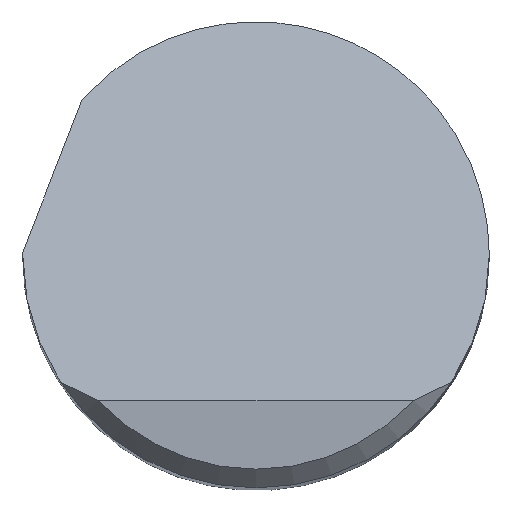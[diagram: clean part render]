
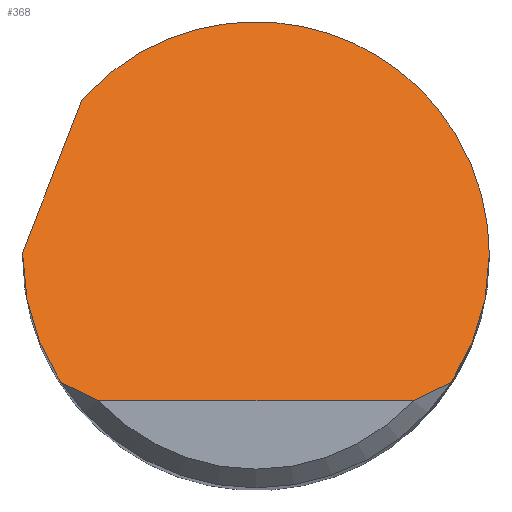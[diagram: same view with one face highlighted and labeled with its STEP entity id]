
A CAD part, top view. The second image highlights one B-rep face of the part: STEP entity #368.
In plain terms, the highlighted planar face has unit normal (0, 0.707, 0.707).
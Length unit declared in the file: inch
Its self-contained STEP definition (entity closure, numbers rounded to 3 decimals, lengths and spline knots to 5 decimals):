
#2 = DIRECTION ( 'NONE',  ( 0.265, 0.682, -0.682 ) ) ;
#10 = CARTESIAN_POINT ( 'NONE',  ( -0.157, -0.1025, 1.985 ) ) ;
#12 = AXIS2_PLACEMENT_3D ( 'NONE', #364, #311, #377 ) ;
#15 = CARTESIAN_POINT ( 'NONE',  ( -0.1875, 0., 1.8825 ) ) ;
#21 = CARTESIAN_POINT ( 'NONE',  ( -0.12629, -0.1175, 2. ) ) ;
#33 = ORIENTED_EDGE ( 'NONE', *, *, #90, .F. ) ;
#34 = CARTESIAN_POINT ( 'NONE',  ( -0.1875, 0.00067, 1.88183 ) ) ;
#41 =( BOUNDED_CURVE ( )  B_SPLINE_CURVE ( 3, ( #281, #34, #682, #743 ),
 .UNSPECIFIED., .F., .F. ) 
 B_SPLINE_CURVE_WITH_KNOTS ( ( 4, 4 ),
 ( 4.71239, 4.72306 ),
 .UNSPECIFIED. ) 
 CURVE ( )  GEOMETRIC_REPRESENTATION_ITEM ( )  RATIONAL_B_SPLINE_CURVE ( ( 1., 1., 1., 1. ) ) 
 REPRESENTATION_ITEM ( '' )  );
#47 = CARTESIAN_POINT ( 'NONE',  ( 0.157, -0.1025, 1.985 ) ) ;
#50 = CARTESIAN_POINT ( 'NONE',  ( -0.157, -0.1025, 1.985 ) ) ;
#51 = EDGE_CURVE ( 'NONE', #391, #568, #474, .T. ) ;
#62 = CARTESIAN_POINT ( 'NONE',  ( 0.1875, -0.03666, 1.91916 ) ) ;
#85 = ORIENTED_EDGE ( 'NONE', *, *, #652, .F. ) ;
#90 = EDGE_CURVE ( 'NONE', #622, #686, #381, .T. ) ;
#94 =( BOUNDED_CURVE ( )  B_SPLINE_CURVE ( 3, ( #50, #414, #754, #233 ),
 .UNSPECIFIED., .F., .T. ) 
 B_SPLINE_CURVE_WITH_KNOTS ( ( 4, 4 ),
 ( 4.13401, 4.71239 ),
 .UNSPECIFIED. ) 
 CURVE ( )  GEOMETRIC_REPRESENTATION_ITEM ( )  RATIONAL_B_SPLINE_CURVE ( ( 1., 0.972, 0.972, 1. ) ) 
 REPRESENTATION_ITEM ( '' )  );
#108 = VERTEX_POINT ( 'NONE', #424 ) ;
#118 = ORIENTED_EDGE ( 'NONE', *, *, #245, .T. ) ;
#127 = CARTESIAN_POINT ( 'NONE',  ( 0.157, -0.1025, 1.985 ) ) ;
#165 = DIRECTION ( 'NONE',  ( 1., 0., 0. ) ) ;
#181 = EDGE_CURVE ( 'NONE', #568, #622, #225, .T. ) ;
#198 = CARTESIAN_POINT ( 'NONE',  ( -0.18749, 0.002, 1.8805 ) ) ;
#203 = CARTESIAN_POINT ( 'NONE',  ( 0.12629, -0.1175, 2. ) ) ;
#216 = CARTESIAN_POINT ( 'NONE',  ( -0.00341, 0.27733, 1.60517 ) ) ;
#225 =( BOUNDED_CURVE ( )  B_SPLINE_CURVE ( 3, ( #755, #216, #523, #230 ),
 .UNSPECIFIED., .F., .T. ) 
 B_SPLINE_CURVE_WITH_KNOTS ( ( 4, 4 ),
 ( 5.44247, 7.85398 ),
 .UNSPECIFIED. ) 
 CURVE ( )  GEOMETRIC_REPRESENTATION_ITEM ( )  RATIONAL_B_SPLINE_CURVE ( ( 1., 0.571, 0.571, 1. ) ) 
 REPRESENTATION_ITEM ( '' )  );
#230 = CARTESIAN_POINT ( 'NONE',  ( 0.1875, 0., 1.8825 ) ) ;
#233 = CARTESIAN_POINT ( 'NONE',  ( -0.1875, 0., 1.8825 ) ) ;
#245 = EDGE_CURVE ( 'NONE', #425, #443, #460, .T. ) ;
#248 = CARTESIAN_POINT ( 'NONE',  ( -0.12629, -0.1175, 2. ) ) ;
#254 = CARTESIAN_POINT ( 'NONE',  ( 0.14711, -0.10785, 1.99035 ) ) ;
#281 = CARTESIAN_POINT ( 'NONE',  ( -0.1875, 0., 1.8825 ) ) ;
#287 = CARTESIAN_POINT ( 'NONE',  ( 0.17704, -0.0718, 1.9543 ) ) ;
#291 = CARTESIAN_POINT ( 'NONE',  ( -0.23064, -0.10912, 1.99162 ) ) ;
#304 = EDGE_LOOP ( 'NONE', ( #118, #370, #33, #730, #719, #472, #85, #318 ) ) ;
#311 = DIRECTION ( 'NONE',  ( 0., -0.707, -0.707 ) ) ;
#318 = ORIENTED_EDGE ( 'NONE', *, *, #380, .T. ) ;
#353 = CARTESIAN_POINT ( 'NONE',  ( 0.1875, 0., 1.8825 ) ) ;
#364 = CARTESIAN_POINT ( 'NONE',  ( -0.1875, -0.1175, 2. ) ) ;
#367 = PLANE ( 'NONE',  #12 ) ;
#368 = ADVANCED_FACE ( 'NONE', ( #426 ), #367, .F. ) ;
#370 = ORIENTED_EDGE ( 'NONE', *, *, #427, .T. ) ;
#377 = DIRECTION ( 'NONE',  ( 0., 0.707, -0.707 ) ) ;
#380 = EDGE_CURVE ( 'NONE', #108, #425, #598, .T. ) ;
#381 =( BOUNDED_CURVE ( )  B_SPLINE_CURVE ( 3, ( #353, #62, #287, #127 ),
 .UNSPECIFIED., .F., .T. ) 
 B_SPLINE_CURVE_WITH_KNOTS ( ( 4, 4 ),
 ( 1.5708, 2.14917 ),
 .UNSPECIFIED. ) 
 CURVE ( )  GEOMETRIC_REPRESENTATION_ITEM ( )  RATIONAL_B_SPLINE_CURVE ( ( 1., 0.972, 0.972, 1. ) ) 
 REPRESENTATION_ITEM ( '' )  );
#391 = VERTEX_POINT ( 'NONE', #198 ) ;
#409 = VECTOR ( 'NONE', #2, 39.37008 ) ;
#414 = CARTESIAN_POINT ( 'NONE',  ( -0.17704, -0.0718, 1.9543 ) ) ;
#421 = CARTESIAN_POINT ( 'NONE',  ( 0.12629, -0.1175, 2. ) ) ;
#424 = CARTESIAN_POINT ( 'NONE',  ( -0.157, -0.1025, 1.985 ) ) ;
#425 = VERTEX_POINT ( 'NONE', #248 ) ;
#426 = FACE_OUTER_BOUND ( 'NONE', #304, .T. ) ;
#427 = EDGE_CURVE ( 'NONE', #443, #686, #442, .T. ) ;
#434 = CARTESIAN_POINT ( 'NONE',  ( -0.1369, -0.11288, 1.99538 ) ) ;
#441 = CARTESIAN_POINT ( 'NONE',  ( -0.13971, 0.12505, 1.75745 ) ) ;
#442 = B_SPLINE_CURVE_WITH_KNOTS ( 'NONE', 3,
 ( #421, #484, #254, #668 ),
 .UNSPECIFIED., .F., .F.,
 ( 4, 4 ),
 ( 0., 0.00095 ),
 .UNSPECIFIED. ) ;
#443 = VERTEX_POINT ( 'NONE', #203 ) ;
#460 = LINE ( 'NONE', #688, #619 ) ;
#472 = ORIENTED_EDGE ( 'NONE', *, *, #546, .F. ) ;
#474 = LINE ( 'NONE', #291, #409 ) ;
#484 = CARTESIAN_POINT ( 'NONE',  ( 0.1369, -0.11288, 1.99538 ) ) ;
#523 = CARTESIAN_POINT ( 'NONE',  ( 0.1875, 0.20437, 1.67813 ) ) ;
#546 = EDGE_CURVE ( 'NONE', #745, #391, #41, .T. ) ;
#568 = VERTEX_POINT ( 'NONE', #441 ) ;
#594 = CARTESIAN_POINT ( 'NONE',  ( 0.1875, 0., 1.8825 ) ) ;
#598 = B_SPLINE_CURVE_WITH_KNOTS ( 'NONE', 3,
 ( #10, #723, #434, #21 ),
 .UNSPECIFIED., .F., .F.,
 ( 4, 4 ),
 ( 0., 0.00095 ),
 .UNSPECIFIED. ) ;
#619 = VECTOR ( 'NONE', #165, 39.37008 ) ;
#622 = VERTEX_POINT ( 'NONE', #594 ) ;
#652 = EDGE_CURVE ( 'NONE', #108, #745, #94, .T. ) ;
#668 = CARTESIAN_POINT ( 'NONE',  ( 0.157, -0.1025, 1.985 ) ) ;
#682 = CARTESIAN_POINT ( 'NONE',  ( -0.1875, 0.00133, 1.88117 ) ) ;
#686 = VERTEX_POINT ( 'NONE', #47 ) ;
#688 = CARTESIAN_POINT ( 'NONE',  ( 0., -0.1175, 2. ) ) ;
#719 = ORIENTED_EDGE ( 'NONE', *, *, #51, .F. ) ;
#723 = CARTESIAN_POINT ( 'NONE',  ( -0.14711, -0.10785, 1.99035 ) ) ;
#730 = ORIENTED_EDGE ( 'NONE', *, *, #181, .F. ) ;
#743 = CARTESIAN_POINT ( 'NONE',  ( -0.18749, 0.002, 1.8805 ) ) ;
#745 = VERTEX_POINT ( 'NONE', #15 ) ;
#754 = CARTESIAN_POINT ( 'NONE',  ( -0.1875, -0.03666, 1.91916 ) ) ;
#755 = CARTESIAN_POINT ( 'NONE',  ( -0.13971, 0.12505, 1.75745 ) ) ;
